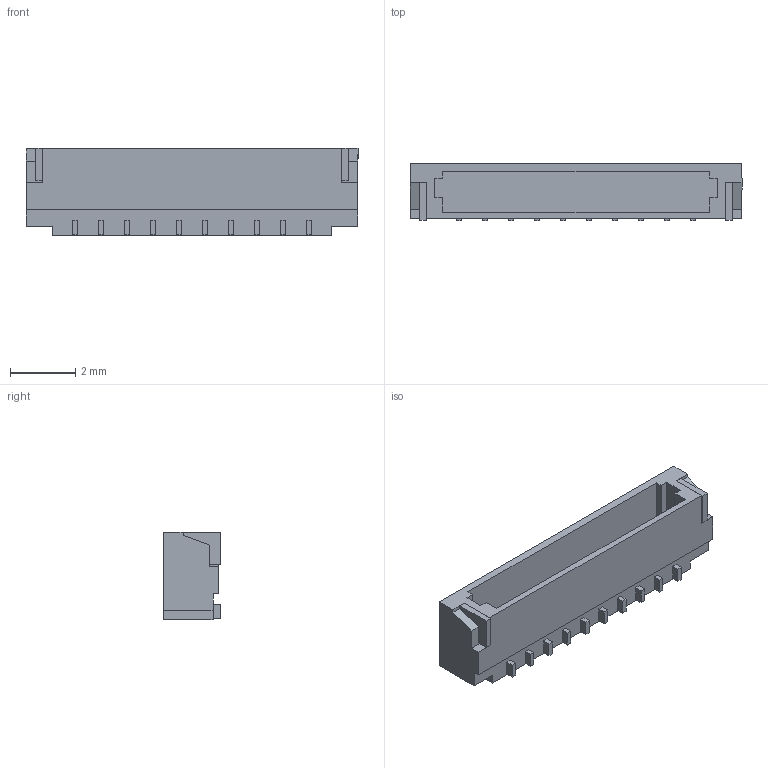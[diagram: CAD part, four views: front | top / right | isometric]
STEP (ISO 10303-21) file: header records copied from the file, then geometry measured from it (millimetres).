
FILE_DESCRIPTION (( 'STEP AP214' ), '1' );
FILE_NAME ('SM10B-SURS-TF.STEP', '2022-08-22T12:19:42', ( '' ), ( '' ), 'SwSTEP 2.0', 'SolidWorks 2022', '' );
FILE_SCHEMA (( 'AUTOMOTIVE_DESIGN' ));
Length unit declared in the file: millimetre
Products named in the file (5): Pins; JST Logo-LAPTOP-NQA1DCQ3; New Marking; Body; SM10B-SURS-TF
Assembly tree (4 placements, depth 2):
  SM10B-SURS-TF
    Body
    Pins
    New Marking
    JST Logo-LAPTOP-NQA1DCQ3
Bounding box: 10.2 x 1.75 x 2.7 mm (x, y, z)
Volume: 26.3 mm3; surface area: 142.5 mm2
Topology: 17 solids, 17 shells, 171 faces, 408 edges, 272 vertices
Faces by surface type: plane 140, bspline 31
Entity records: 6610 total; most frequent: CARTESIAN_POINT 1267, ORIENTED_EDGE 816, DIRECTION 638, EDGE_CURVE 408, VECTOR 344, LINE 344, VERTEX_POINT 272, EDGE_LOOP 172
